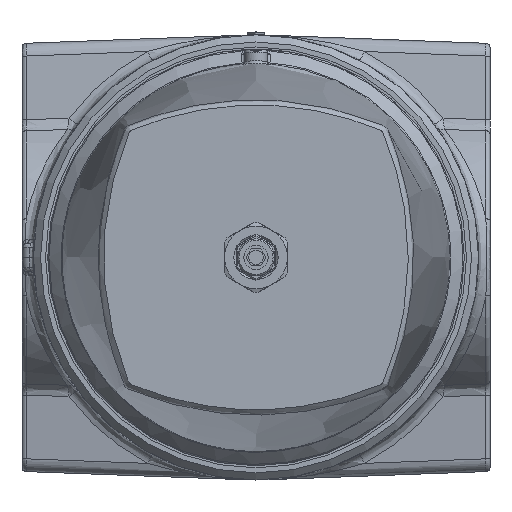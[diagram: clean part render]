
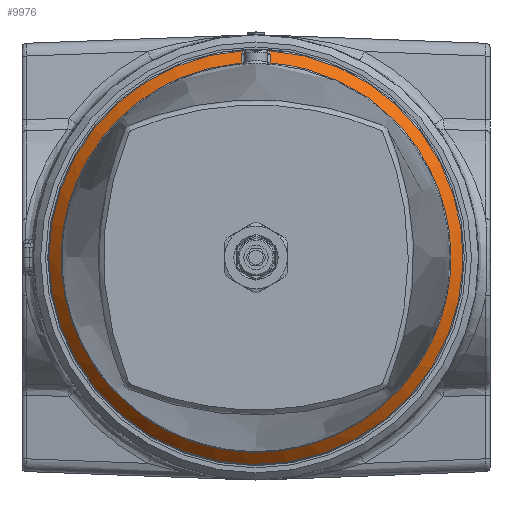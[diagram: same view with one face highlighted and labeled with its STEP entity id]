
A CAD part, front view. The second image highlights one B-rep face of the part: STEP entity #9976.
In plain terms, the highlighted conical face has half-angle 45 degrees and reference radius 68.5 mm.
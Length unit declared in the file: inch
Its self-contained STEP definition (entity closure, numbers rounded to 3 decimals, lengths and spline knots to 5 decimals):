
#497=CONICAL_SURFACE('',#10731,2.69685,45.);
#1291=B_SPLINE_CURVE_WITH_KNOTS('',3,(#16493,#16494,#16495,#16496,#16497,
#16498,#16499,#16500,#16501,#16502,#16503,#16504,#16505,#16506,#16507,#16508,
#16509,#16510,#16511,#16512,#16513,#16514,#16515,#16516,#16517,#16518,#16519,
#16520,#16521,#16522,#16523,#16524,#16525,#16526,#16527,#16528,#16529,#16530,
#16531,#16532,#16533,#16534,#16535,#16536,#16537,#16538),.UNSPECIFIED.,
 .F.,.F.,(4,1,1,2,2,2,1,1,2,1,1,1,2,2,2,1,1,2,1,1,1,2,2,2,1,1,2,1,1,2,4),
(-34.23029,-31.90221,-31.3202,-29.57414,
-29.39248,-29.21045,-26.63536,-25.99159,
-24.06028,-23.41647,-21.48505,-20.84124,
-18.90982,-18.72799,-18.54577,-15.97076,
-15.32701,-13.39575,-12.10806,-10.82038,
-10.17653,-8.245,-8.06293,-7.88049,
-5.29925,-3.36333,-2.71802,-0.14271,
0.50112,2.43261,2.61494),.UNSPECIFIED.);
#1300=B_SPLINE_CURVE_WITH_KNOTS('',3,(#16685,#16686,#16687,#16688,#16689,
#16690,#16691,#16692),.UNSPECIFIED.,.F.,.F.,(4,2,1,1,4),(-40.06829,
-39.88586,-38.01825,-36.15065,-35.21684),
 .UNSPECIFIED.);
#1301=B_SPLINE_CURVE_WITH_KNOTS('',3,(#16696,#16697,#16698,#16699),
 .UNSPECIFIED.,.F.,.F.,(4,4),(-0.18401,0.),.UNSPECIFIED.);
#1302=B_SPLINE_CURVE_WITH_KNOTS('',3,(#16700,#16701,#16702,#16703),
 .UNSPECIFIED.,.F.,.F.,(4,4),(-0.43175,0.),.UNSPECIFIED.);
#1303=B_SPLINE_CURVE_WITH_KNOTS('',3,(#16705,#16706,#16707,#16708),
 .UNSPECIFIED.,.F.,.F.,(4,4),(-0.43175,0.),
 .UNSPECIFIED.);
#1304=B_SPLINE_CURVE_WITH_KNOTS('',3,(#16710,#16711,#16712,#16713),
 .UNSPECIFIED.,.F.,.F.,(4,4),(0.,0.18401),.UNSPECIFIED.);
#2037=FACE_OUTER_BOUND('',#2711,.T.);
#2711=EDGE_LOOP('',(#7448,#7449,#7450,#7451,#7452,#7453,#7454));
#3439=CIRCLE('',#10732,2.85787);
#4660=VERTEX_POINT('',#16486);
#4662=VERTEX_POINT('',#16492);
#4679=VERTEX_POINT('',#16672);
#4680=VERTEX_POINT('',#16694);
#4681=VERTEX_POINT('',#16695);
#4682=VERTEX_POINT('',#16704);
#4683=VERTEX_POINT('',#16709);
#5677=EDGE_CURVE('',#4660,#4662,#1291,.T.);
#5698=EDGE_CURVE('',#4662,#4679,#1300,.T.);
#5699=EDGE_CURVE('',#4680,#4681,#1301,.T.);
#5700=EDGE_CURVE('',#4679,#4680,#1302,.T.);
#5701=EDGE_CURVE('',#4682,#4660,#1303,.T.);
#5702=EDGE_CURVE('',#4683,#4682,#1304,.T.);
#5703=EDGE_CURVE('',#4683,#4681,#3439,.T.);
#7448=ORIENTED_EDGE('',*,*,#5699,.F.);
#7449=ORIENTED_EDGE('',*,*,#5700,.F.);
#7450=ORIENTED_EDGE('',*,*,#5698,.F.);
#7451=ORIENTED_EDGE('',*,*,#5677,.F.);
#7452=ORIENTED_EDGE('',*,*,#5701,.F.);
#7453=ORIENTED_EDGE('',*,*,#5702,.F.);
#7454=ORIENTED_EDGE('',*,*,#5703,.T.);
#9976=ADVANCED_FACE('',(#2037),#497,.T.);
#10731=AXIS2_PLACEMENT_3D('',#16693,#12033,#12034);
#10732=AXIS2_PLACEMENT_3D('',#16714,#12035,#12036);
#12033=DIRECTION('center_axis',(0.,1.,0.));
#12034=DIRECTION('ref_axis',(1.,0.,0.));
#12035=DIRECTION('center_axis',(0.,-1.,0.));
#12036=DIRECTION('ref_axis',(1.,0.,0.));
#16486=CARTESIAN_POINT('',(-0.19483,-0.22412,2.6822));
#16492=CARTESIAN_POINT('',(1.90195,-0.22362,1.90195));
#16493=CARTESIAN_POINT('Ctrl Pts',(-0.19483,-0.22412,
2.6822));
#16494=CARTESIAN_POINT('Ctrl Pts',(-0.50004,-0.22411,
2.66004));
#16495=CARTESIAN_POINT('Ctrl Pts',(-0.88218,-0.22404,
2.56513));
#16496=CARTESIAN_POINT('Ctrl Pts',(-1.43016,-0.22382,
2.29413));
#16497=CARTESIAN_POINT('Ctrl Pts',(-1.6836,-0.2237,
2.1108));
#16498=CARTESIAN_POINT('Ctrl Pts',(-1.86785,-0.22362,
1.93559));
#16499=CARTESIAN_POINT('Ctrl Pts',(-1.88504,-0.22362,
1.91889));
#16500=CARTESIAN_POINT('Ctrl Pts',(-1.91891,-0.22362,
1.88502));
#16501=CARTESIAN_POINT('Ctrl Pts',(-1.93561,-0.22362,
1.86781));
#16502=CARTESIAN_POINT('Ctrl Pts',(-2.18503,-0.22373,
1.6057));
#16503=CARTESIAN_POINT('Ctrl Pts',(-2.41959,-0.22392,1.23721));
#16504=CARTESIAN_POINT('Ctrl Pts',(-2.63972,-0.2241,
0.59737));
#16505=CARTESIAN_POINT('Ctrl Pts',(-2.68977,-0.22412,
0.25415));
#16506=CARTESIAN_POINT('Ctrl Pts',(-2.68911,-0.22412,
-0.08468));
#16507=CARTESIAN_POINT('Ctrl Pts',(-2.67393,-0.22412,
-0.4227));
#16508=CARTESIAN_POINT('Ctrl Pts',(-2.57184,-0.22404,
-0.84385));
#16509=CARTESIAN_POINT('Ctrl Pts',(-2.32699,-0.22384,
-1.38262));
#16510=CARTESIAN_POINT('Ctrl Pts',(-2.12755,-0.2237,
-1.66578));
#16511=CARTESIAN_POINT('Ctrl Pts',(-1.93558,-0.22362,
-1.86786));
#16512=CARTESIAN_POINT('Ctrl Pts',(-1.91889,-0.22362,
-1.88504));
#16513=CARTESIAN_POINT('Ctrl Pts',(-1.88501,-0.22362,
-1.91892));
#16514=CARTESIAN_POINT('Ctrl Pts',(-1.86783,-0.22362,
-1.93559));
#16515=CARTESIAN_POINT('Ctrl Pts',(-1.60538,-0.22373,
-2.18523));
#16516=CARTESIAN_POINT('Ctrl Pts',(-1.23712,-0.22392,
-2.41963));
#16517=CARTESIAN_POINT('Ctrl Pts',(-0.59737,-0.2241,
-2.63973));
#16518=CARTESIAN_POINT('Ctrl Pts',(-0.2536,-0.22412,
-2.68971));
#16519=CARTESIAN_POINT('Ctrl Pts',(0.16891,-0.22412,
-2.68914));
#16520=CARTESIAN_POINT('Ctrl Pts',(0.50911,-0.22411,
-2.65745));
#16521=CARTESIAN_POINT('Ctrl Pts',(0.92083,-0.22401,
-2.53668));
#16522=CARTESIAN_POINT('Ctrl Pts',(1.38272,-0.22384,
-2.3271));
#16523=CARTESIAN_POINT('Ctrl Pts',(1.66616,-0.2237,
-2.12715));
#16524=CARTESIAN_POINT('Ctrl Pts',(1.86786,-0.22362,
-1.93557));
#16525=CARTESIAN_POINT('Ctrl Pts',(1.88505,-0.22362,
-1.91888));
#16526=CARTESIAN_POINT('Ctrl Pts',(1.91892,-0.22362,
-1.88499));
#16527=CARTESIAN_POINT('Ctrl Pts',(1.93559,-0.22362,
-1.86788));
#16528=CARTESIAN_POINT('Ctrl Pts',(2.18582,-0.22373,
-1.60346));
#16529=CARTESIAN_POINT('Ctrl Pts',(2.51037,-0.22399,
-1.09691));
#16530=CARTESIAN_POINT('Ctrl Pts',(2.67329,-0.22412,
-0.42623));
#16531=CARTESIAN_POINT('Ctrl Pts',(2.6892,-0.22412,
-0.08459));
#16532=CARTESIAN_POINT('Ctrl Pts',(2.68993,-0.22413,
0.33804));
#16533=CARTESIAN_POINT('Ctrl Pts',(2.607,-0.22407,
0.76692));
#16534=CARTESIAN_POINT('Ctrl Pts',(2.3268,-0.22384,
1.38276));
#16535=CARTESIAN_POINT('Ctrl Pts',(2.127,-0.2237,1.66665));
#16536=CARTESIAN_POINT('Ctrl Pts',(1.93557,-0.22362,
1.86784));
#16537=CARTESIAN_POINT('Ctrl Pts',(1.91887,-0.22362,
1.88504));
#16538=CARTESIAN_POINT('Ctrl Pts',(1.90195,-0.22362,
1.90195));
#16672=CARTESIAN_POINT('',(0.19483,-0.22412,2.6822));
#16685=CARTESIAN_POINT('Ctrl Pts',(1.90195,-0.22362,
1.90195));
#16686=CARTESIAN_POINT('Ctrl Pts',(1.88503,-0.22362,
1.91888));
#16687=CARTESIAN_POINT('Ctrl Pts',(1.86786,-0.22362,
1.93559));
#16688=CARTESIAN_POINT('Ctrl Pts',(1.67229,-0.2237,
2.12094));
#16689=CARTESIAN_POINT('Ctrl Pts',(1.2686,-0.2239,
2.40966));
#16690=CARTESIAN_POINT('Ctrl Pts',(0.68703,-0.22408,
2.6206));
#16691=CARTESIAN_POINT('Ctrl Pts',(0.31806,-0.22411,
2.67326));
#16692=CARTESIAN_POINT('Ctrl Pts',(0.19483,-0.22412,
2.6822));
#16693=CARTESIAN_POINT('Origin',(0.,-0.21654,0.));
#16694=CARTESIAN_POINT('',(0.19492,-0.10407,2.80254));
#16695=CARTESIAN_POINT('',(0.17735,-0.05551,2.85236));
#16696=CARTESIAN_POINT('Ctrl Pts',(0.19492,-0.10407,
2.80254));
#16697=CARTESIAN_POINT('Ctrl Pts',(0.19493,-0.08702,
2.81964));
#16698=CARTESIAN_POINT('Ctrl Pts',(0.18954,-0.0698,
2.8373));
#16699=CARTESIAN_POINT('Ctrl Pts',(0.17735,-0.05551,
2.85236));
#16700=CARTESIAN_POINT('Ctrl Pts',(0.19483,-0.22412,
2.6822));
#16701=CARTESIAN_POINT('Ctrl Pts',(0.19486,-0.1841,
2.72232));
#16702=CARTESIAN_POINT('Ctrl Pts',(0.19489,-0.14409,
2.76243));
#16703=CARTESIAN_POINT('Ctrl Pts',(0.19492,-0.10407,
2.80254));
#16704=CARTESIAN_POINT('',(-0.19492,-0.10407,2.80254));
#16705=CARTESIAN_POINT('Ctrl Pts',(-0.19492,-0.10407,
2.80254));
#16706=CARTESIAN_POINT('Ctrl Pts',(-0.19489,-0.14409,
2.76243));
#16707=CARTESIAN_POINT('Ctrl Pts',(-0.19486,-0.1841,
2.72232));
#16708=CARTESIAN_POINT('Ctrl Pts',(-0.19483,-0.22412,
2.6822));
#16709=CARTESIAN_POINT('',(-0.17735,-0.05551,2.85236));
#16710=CARTESIAN_POINT('Ctrl Pts',(-0.17735,-0.05551,
2.85236));
#16711=CARTESIAN_POINT('Ctrl Pts',(-0.18954,-0.0698,
2.8373));
#16712=CARTESIAN_POINT('Ctrl Pts',(-0.19493,-0.08702,
2.81964));
#16713=CARTESIAN_POINT('Ctrl Pts',(-0.19492,-0.10407,
2.80254));
#16714=CARTESIAN_POINT('Origin',(0.,-0.05551,0.));
